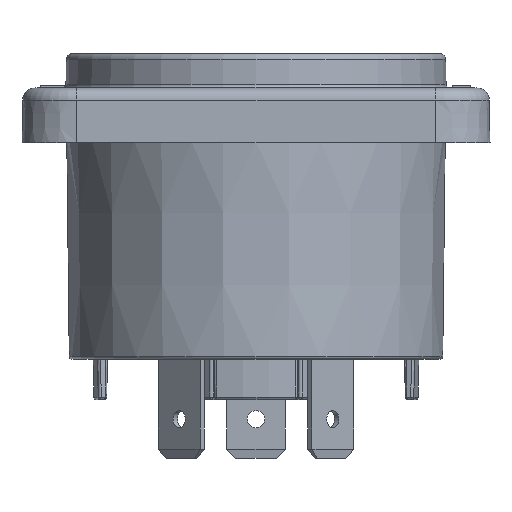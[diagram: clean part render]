
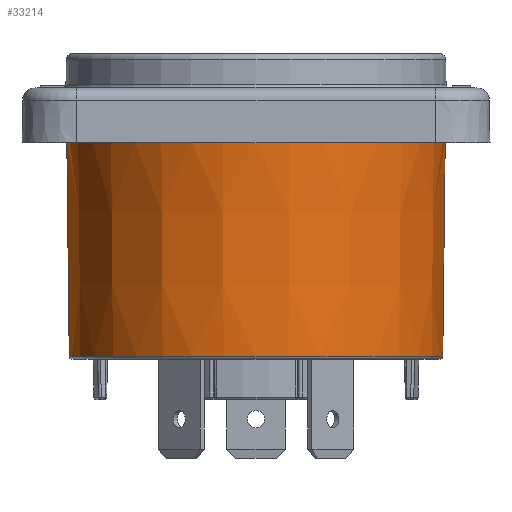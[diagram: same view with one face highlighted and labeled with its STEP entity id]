
A CAD part, left-side view. The second image highlights one B-rep face of the part: STEP entity #33214.
In plain terms, the highlighted conical face has half-angle 0.646 degrees and reference radius 15.326 mm.
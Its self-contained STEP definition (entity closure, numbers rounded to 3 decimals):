
#4018=DIRECTION('',(0.,0.011,-1.));
#4019=VECTOR('',#4018,17.553);
#4020=CARTESIAN_POINT('',(0.,-15.425,-7.15));
#4021=LINE('',#4020,#4019);
#4027=DIRECTION('',(0.,-0.011,-1.));
#4028=VECTOR('',#4027,17.553);
#4029=CARTESIAN_POINT('',(0.,15.425,-7.15));
#4030=LINE('',#4029,#4028);
#4031=CARTESIAN_POINT('',(0.,0.,-24.702));
#4032=DIRECTION('',(0.,0.,-1.));
#4033=DIRECTION('',(0.,-1.,0.));
#4034=AXIS2_PLACEMENT_3D('',#4031,#4032,#4033);
#4036=CARTESIAN_POINT('',(0.,0.,-7.15));
#4037=DIRECTION('',(0.,0.,-1.));
#4038=DIRECTION('',(0.,-1.,0.));
#4039=AXIS2_PLACEMENT_3D('',#4036,#4037,#4038);
#22508=CARTESIAN_POINT('',(0.,-15.425,-7.15));
#22509=CARTESIAN_POINT('',(0.,15.425,-7.15));
#22510=VERTEX_POINT('',#22508);
#22511=VERTEX_POINT('',#22509);
#23144=CARTESIAN_POINT('',(0.,-15.227,-24.702));
#23145=CARTESIAN_POINT('',(0.,15.227,-24.702));
#23146=VERTEX_POINT('',#23144);
#23147=VERTEX_POINT('',#23145);
#33202=CARTESIAN_POINT('',(0.,0.,-15.926));
#33203=DIRECTION('',(0.,0.,1.));
#33204=DIRECTION('',(0.,1.,0.));
#33205=AXIS2_PLACEMENT_3D('',#33202,#33203,#33204);
#33206=CONICAL_SURFACE('',#33205,15.326,0.646);
#33207=ORIENTED_EDGE('',*,*,#33167,.T.);
#33208=ORIENTED_EDGE('',*,*,#33197,.F.);
#33210=ORIENTED_EDGE('',*,*,#33209,.F.);
#33211=ORIENTED_EDGE('',*,*,#33193,.T.);
#33212=EDGE_LOOP('',(#33207,#33208,#33210,#33211));
#33213=FACE_OUTER_BOUND('',#33212,.F.);
#33214=ADVANCED_FACE('',(#33213),#33206,.T.);
#4035=CIRCLE('',#4034,15.227);
#4040=CIRCLE('',#4039,15.425);
#33167=EDGE_CURVE('',#23146,#23147,#4035,.T.);
#33193=EDGE_CURVE('',#22510,#23146,#4021,.T.);
#33197=EDGE_CURVE('',#22511,#23147,#4030,.T.);
#33209=EDGE_CURVE('',#22510,#22511,#4040,.T.);
